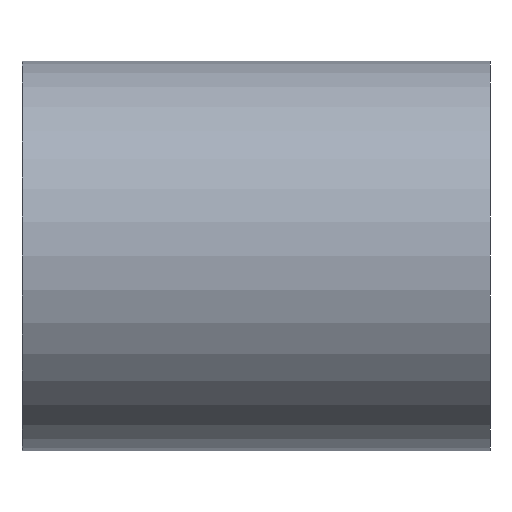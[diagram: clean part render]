
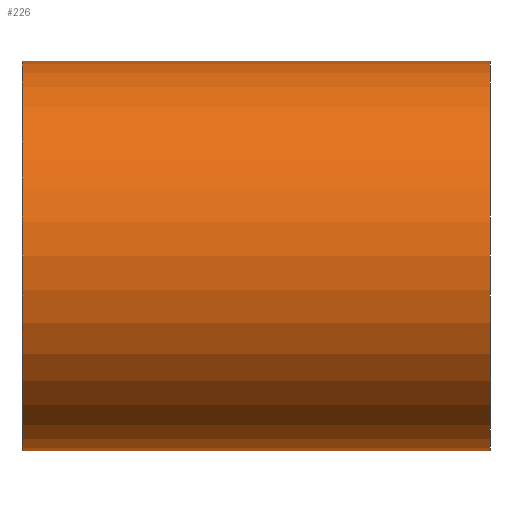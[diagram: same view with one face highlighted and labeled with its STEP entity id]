
A CAD part, left-side view. The second image highlights one B-rep face of the part: STEP entity #226.
In plain terms, the highlighted cylindrical face has radius 2.5 mm (diameter 5 mm), a partial arc.
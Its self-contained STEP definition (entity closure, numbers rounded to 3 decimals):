
#1 = CARTESIAN_POINT ( 'NONE',  ( 0., 0., 2.5 ) ) ;
#3 = AXIS2_PLACEMENT_3D ( 'NONE', #213, #26, #158 ) ;
#7 = CARTESIAN_POINT ( 'NONE',  ( 0., 6., 2.5 ) ) ;
#26 = DIRECTION ( 'NONE',  ( 0., 1., 0. ) ) ;
#28 = EDGE_CURVE ( 'NONE', #124, #40, #30, .T. ) ;
#30 = LINE ( 'NONE', #159, #229 ) ;
#40 = VERTEX_POINT ( 'NONE', #1 ) ;
#43 = EDGE_CURVE ( 'NONE', #57, #40, #149, .T. ) ;
#53 = CARTESIAN_POINT ( 'NONE',  ( 0., 6., -2.5 ) ) ;
#57 = VERTEX_POINT ( 'NONE', #96 ) ;
#58 = AXIS2_PLACEMENT_3D ( 'NONE', #146, #182, #70 ) ;
#70 = DIRECTION ( 'NONE',  ( 0., 0., 1. ) ) ;
#71 = CIRCLE ( 'NONE', #58, 2.5 ) ;
#80 = ORIENTED_EDGE ( 'NONE', *, *, #43, .T. ) ;
#96 = CARTESIAN_POINT ( 'NONE',  ( 0., 0., -2.5 ) ) ;
#116 = ORIENTED_EDGE ( 'NONE', *, *, #224, .T. ) ;
#119 = DIRECTION ( 'NONE',  ( 0., -1., 0. ) ) ;
#124 = VERTEX_POINT ( 'NONE', #7 ) ;
#130 = DIRECTION ( 'NONE',  ( 0., -1., 0. ) ) ;
#141 = ORIENTED_EDGE ( 'NONE', *, *, #173, .F. ) ;
#146 = CARTESIAN_POINT ( 'NONE',  ( 0., 6., 0. ) ) ;
#149 = CIRCLE ( 'NONE', #3, 2.5 ) ;
#158 = DIRECTION ( 'NONE',  ( 0., 0., 1. ) ) ;
#159 = CARTESIAN_POINT ( 'NONE',  ( 0., 6., 2.5 ) ) ;
#161 = FACE_OUTER_BOUND ( 'NONE', #199, .T. ) ;
#171 = LINE ( 'NONE', #53, #208 ) ;
#173 = EDGE_CURVE ( 'NONE', #246, #124, #71, .T. ) ;
#182 = DIRECTION ( 'NONE',  ( 0., 1., 0. ) ) ;
#196 = ORIENTED_EDGE ( 'NONE', *, *, #28, .F. ) ;
#199 = EDGE_LOOP ( 'NONE', ( #196, #141, #116, #80 ) ) ;
#200 = CARTESIAN_POINT ( 'NONE',  ( 0., 6., -2.5 ) ) ;
#206 = AXIS2_PLACEMENT_3D ( 'NONE', #235, #130, #218 ) ;
#208 = VECTOR ( 'NONE', #238, 1000. ) ;
#213 = CARTESIAN_POINT ( 'NONE',  ( 0., 0., 0. ) ) ;
#218 = DIRECTION ( 'NONE',  ( 0., 0., -1. ) ) ;
#219 = CYLINDRICAL_SURFACE ( 'NONE', #206, 2.5 ) ;
#224 = EDGE_CURVE ( 'NONE', #246, #57, #171, .T. ) ;
#226 = ADVANCED_FACE ( 'NONE', ( #161 ), #219, .T. ) ;
#229 = VECTOR ( 'NONE', #119, 1000. ) ;
#235 = CARTESIAN_POINT ( 'NONE',  ( 0., 6., 0. ) ) ;
#238 = DIRECTION ( 'NONE',  ( 0., -1., 0. ) ) ;
#246 = VERTEX_POINT ( 'NONE', #200 ) ;
